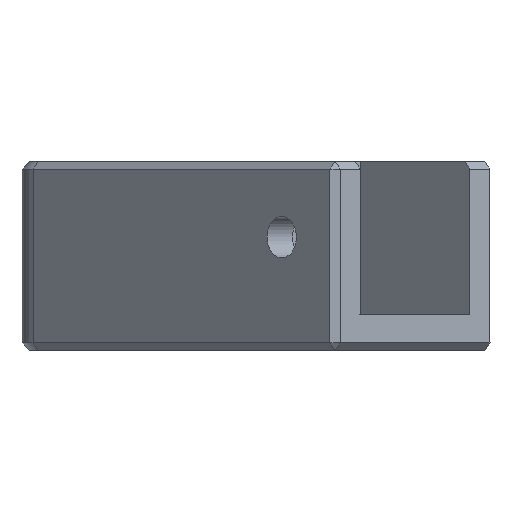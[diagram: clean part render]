
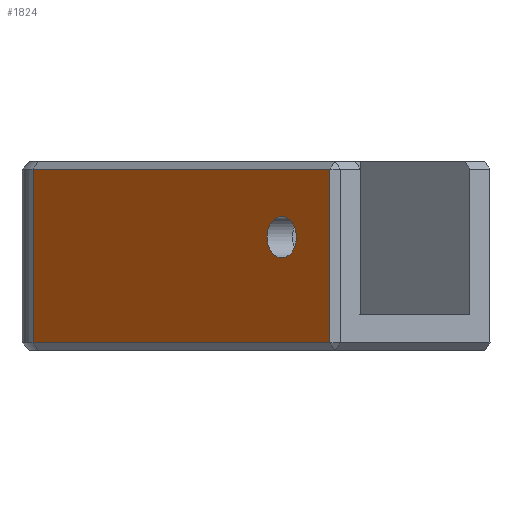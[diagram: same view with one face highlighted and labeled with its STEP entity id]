
A CAD part, front view. The second image highlights one B-rep face of the part: STEP entity #1824.
In plain terms, the highlighted planar face has unit normal (-0.707, -0.707, 0).
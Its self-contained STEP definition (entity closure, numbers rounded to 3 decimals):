
#1055 = VERTEX_POINT('',#1056);
#1056 = CARTESIAN_POINT('',(-33.536,-23.536,
    1.));
#1062 = EDGE_CURVE('',#1063,#1055,#1065,.T.);
#1063 = VERTEX_POINT('',#1064);
#1064 = CARTESIAN_POINT('',(5.757,-62.828,
    1.));
#1065 = LINE('',#1066,#1067);
#1066 = CARTESIAN_POINT('',(6.464,-63.536,
    1.));
#1067 = VECTOR('',#1068,1.);
#1068 = DIRECTION('',(-0.707,0.707,0.
    ));
#1558 = VERTEX_POINT('',#1559);
#1559 = CARTESIAN_POINT('',(-33.536,-23.536,
    24.));
#1627 = EDGE_CURVE('',#1628,#1558,#1630,.T.);
#1628 = VERTEX_POINT('',#1629);
#1629 = CARTESIAN_POINT('',(5.757,-62.828,
    24.));
#1630 = LINE('',#1631,#1632);
#1631 = CARTESIAN_POINT('',(6.464,-63.536,
    24.));
#1632 = VECTOR('',#1633,1.);
#1633 = DIRECTION('',(-0.707,0.707,0.
    ));
#1824 = ADVANCED_FACE('',(#1825,#1841),#1852,.F.);
#1825 = FACE_BOUND('',#1826,.T.);
#1826 = EDGE_LOOP('',(#1827,#1833,#1834,#1840));
#1827 = ORIENTED_EDGE('',*,*,#1828,.F.);
#1828 = EDGE_CURVE('',#1055,#1558,#1829,.T.);
#1829 = LINE('',#1830,#1831);
#1830 = CARTESIAN_POINT('',(-33.536,-23.536,
    0.));
#1831 = VECTOR('',#1832,1.);
#1832 = DIRECTION('',(0.,0.,
    1.));
#1833 = ORIENTED_EDGE('',*,*,#1062,.F.);
#1834 = ORIENTED_EDGE('',*,*,#1835,.T.);
#1835 = EDGE_CURVE('',#1063,#1628,#1836,.T.);
#1836 = LINE('',#1837,#1838);
#1837 = CARTESIAN_POINT('',(5.757,-62.828,
    0.));
#1838 = VECTOR('',#1839,1.);
#1839 = DIRECTION('',(0.,0.,
    1.));
#1840 = ORIENTED_EDGE('',*,*,#1627,.T.);
#1841 = FACE_BOUND('',#1842,.T.);
#1842 = EDGE_LOOP('',(#1843));
#1843 = ORIENTED_EDGE('',*,*,#1844,.T.);
#1844 = EDGE_CURVE('',#1845,#1845,#1847,.T.);
#1845 = VERTEX_POINT('',#1846);
#1846 = CARTESIAN_POINT('',(-0.607,-56.464,
    12.25));
#1847 = CIRCLE('',#1848,2.75);
#1848 = AXIS2_PLACEMENT_3D('',#1849,#1850,#1851);
#1849 = CARTESIAN_POINT('',(-0.607,-56.464,
    15.));
#1850 = DIRECTION('',(0.707,0.707,0.)
  );
#1851 = DIRECTION('',(0.,0.,
    -1.));
#1852 = PLANE('',#1853);
#1853 = AXIS2_PLACEMENT_3D('',#1854,#1855,#1856);
#1854 = CARTESIAN_POINT('',(6.464,-63.536,
    0.));
#1855 = DIRECTION('',(0.707,0.707,0.)
  );
#1856 = DIRECTION('',(0.707,-0.707,0.)
  );
